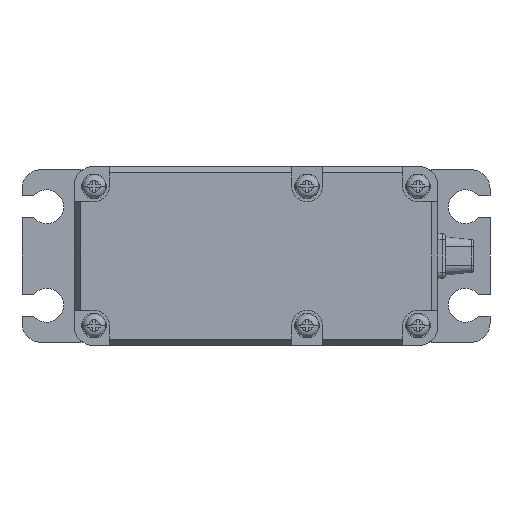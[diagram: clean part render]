
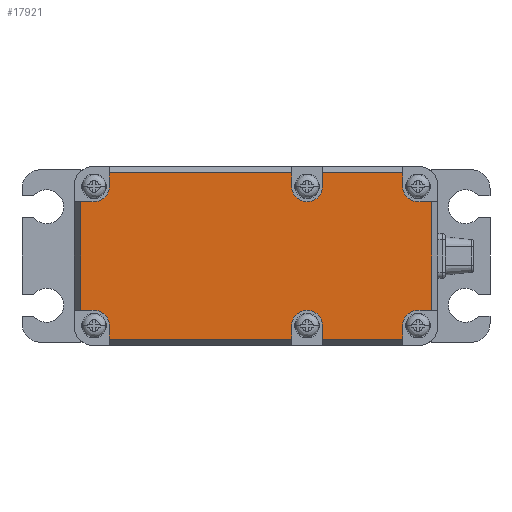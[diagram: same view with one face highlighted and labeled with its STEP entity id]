
A CAD part, front view. The second image highlights one B-rep face of the part: STEP entity #17921.
In plain terms, the highlighted planar face has unit normal (0, -1, 0).
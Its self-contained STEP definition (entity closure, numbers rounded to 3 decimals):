
#4661=DIRECTION('',(-1.,0.,0.));
#4662=VECTOR('',#4661,2.2);
#4663=CARTESIAN_POINT('',(28.5,-37.,-8.8));
#4664=LINE('',#4663,#4662);
#4685=DIRECTION('',(0.,0.,-1.));
#4686=VECTOR('',#4685,2.2);
#4687=CARTESIAN_POINT('',(23.8,-37.,-11.3));
#4688=LINE('',#4687,#4686);
#4689=DIRECTION('',(-1.,0.,0.));
#4690=VECTOR('',#4689,13.);
#4691=CARTESIAN_POINT('',(23.8,-37.,-13.5));
#4692=LINE('',#4691,#4690);
#4793=DIRECTION('',(1.,0.,0.));
#4794=VECTOR('',#4793,2.2);
#4795=CARTESIAN_POINT('',(-28.5,-37.,8.8));
#4796=LINE('',#4795,#4794);
#4813=DIRECTION('',(0.,0.,1.));
#4814=VECTOR('',#4813,2.2);
#4815=CARTESIAN_POINT('',(-23.8,-37.,11.3));
#4816=LINE('',#4815,#4814);
#4821=DIRECTION('',(1.,0.,0.));
#4822=VECTOR('',#4821,29.6);
#4823=CARTESIAN_POINT('',(-23.8,-37.,13.5));
#4824=LINE('',#4823,#4822);
#4861=DIRECTION('',(-1.,0.,0.));
#4862=VECTOR('',#4861,2.2);
#4863=CARTESIAN_POINT('',(28.5,-37.,8.8));
#4864=LINE('',#4863,#4862);
#4865=DIRECTION('',(0.,0.,-1.));
#4866=VECTOR('',#4865,17.6);
#4867=CARTESIAN_POINT('',(28.5,-37.,8.8));
#4868=LINE('',#4867,#4866);
#4869=CARTESIAN_POINT('',(26.3,-37.,11.3));
#4870=DIRECTION('',(0.,-1.,0.));
#4871=DIRECTION('',(-1.,0.,0.));
#4872=AXIS2_PLACEMENT_3D('',#4869,#4870,#4871);
#4874=CARTESIAN_POINT('',(26.3,-37.,-11.3));
#4875=DIRECTION('',(0.,-1.,0.));
#4876=DIRECTION('',(0.,0.,1.));
#4877=AXIS2_PLACEMENT_3D('',#4874,#4875,#4876);
#4879=CARTESIAN_POINT('',(8.3,-37.,-11.3));
#4880=DIRECTION('',(0.,-1.,0.));
#4881=DIRECTION('',(1.,0.,0.));
#4882=AXIS2_PLACEMENT_3D('',#4879,#4880,#4881);
#4884=CARTESIAN_POINT('',(-26.3,-37.,-11.3));
#4885=DIRECTION('',(0.,-1.,0.));
#4886=DIRECTION('',(1.,0.,0.));
#4887=AXIS2_PLACEMENT_3D('',#4884,#4885,#4886);
#4889=CARTESIAN_POINT('',(-26.3,-37.,11.3));
#4890=DIRECTION('',(0.,-1.,0.));
#4891=DIRECTION('',(0.,0.,-1.));
#4892=AXIS2_PLACEMENT_3D('',#4889,#4890,#4891);
#4894=CARTESIAN_POINT('',(8.3,-37.,11.3));
#4895=DIRECTION('',(0.,-1.,0.));
#4896=DIRECTION('',(-1.,0.,0.));
#4897=AXIS2_PLACEMENT_3D('',#4894,#4895,#4896);
#4907=DIRECTION('',(0.,0.,1.));
#4908=VECTOR('',#4907,2.2);
#4909=CARTESIAN_POINT('',(23.8,-37.,11.3));
#4910=LINE('',#4909,#4908);
#4915=DIRECTION('',(1.,0.,0.));
#4916=VECTOR('',#4915,13.);
#4917=CARTESIAN_POINT('',(10.8,-37.,13.5));
#4918=LINE('',#4917,#4916);
#4931=DIRECTION('',(0.,0.,1.));
#4932=VECTOR('',#4931,2.2);
#4933=CARTESIAN_POINT('',(10.8,-37.,11.3));
#4934=LINE('',#4933,#4932);
#4958=DIRECTION('',(0.,0.,-1.));
#4959=VECTOR('',#4958,2.2);
#4960=CARTESIAN_POINT('',(5.8,-37.,13.5));
#4961=LINE('',#4960,#4959);
#5276=DIRECTION('',(0.,0.,-1.));
#5277=VECTOR('',#5276,2.2);
#5278=CARTESIAN_POINT('',(10.8,-37.,-11.3));
#5279=LINE('',#5278,#5277);
#5307=DIRECTION('',(0.,0.,1.));
#5308=VECTOR('',#5307,2.2);
#5309=CARTESIAN_POINT('',(5.8,-37.,-13.5));
#5310=LINE('',#5309,#5308);
#5323=DIRECTION('',(-1.,0.,0.));
#5324=VECTOR('',#5323,29.6);
#5325=CARTESIAN_POINT('',(5.8,-37.,-13.5));
#5326=LINE('',#5325,#5324);
#5327=DIRECTION('',(0.,0.,-1.));
#5328=VECTOR('',#5327,2.2);
#5329=CARTESIAN_POINT('',(-23.8,-37.,-11.3));
#5330=LINE('',#5329,#5328);
#5343=DIRECTION('',(1.,0.,0.));
#5344=VECTOR('',#5343,2.2);
#5345=CARTESIAN_POINT('',(-28.5,-37.,-8.8));
#5346=LINE('',#5345,#5344);
#5351=DIRECTION('',(0.,0.,1.));
#5352=VECTOR('',#5351,17.6);
#5353=CARTESIAN_POINT('',(-28.5,-37.,-8.8));
#5354=LINE('',#5353,#5352);
#8499=CARTESIAN_POINT('',(23.8,-37.,11.3));
#8500=CARTESIAN_POINT('',(26.3,-37.,8.8));
#8501=VERTEX_POINT('',#8499);
#8502=VERTEX_POINT('',#8500);
#8503=CARTESIAN_POINT('',(23.8,-37.,13.5));
#8504=VERTEX_POINT('',#8503);
#8505=CARTESIAN_POINT('',(10.8,-37.,13.5));
#8506=VERTEX_POINT('',#8505);
#8507=CARTESIAN_POINT('',(10.8,-37.,11.3));
#8508=VERTEX_POINT('',#8507);
#8509=CARTESIAN_POINT('',(5.8,-37.,11.3));
#8510=VERTEX_POINT('',#8509);
#8511=CARTESIAN_POINT('',(5.8,-37.,13.5));
#8512=VERTEX_POINT('',#8511);
#8513=CARTESIAN_POINT('',(-23.8,-37.,13.5));
#8514=VERTEX_POINT('',#8513);
#8515=CARTESIAN_POINT('',(-23.8,-37.,11.3));
#8516=VERTEX_POINT('',#8515);
#8517=CARTESIAN_POINT('',(-26.3,-37.,8.8));
#8518=VERTEX_POINT('',#8517);
#8519=CARTESIAN_POINT('',(-28.5,-37.,8.8));
#8520=VERTEX_POINT('',#8519);
#8521=CARTESIAN_POINT('',(-28.5,-37.,-8.8));
#8522=VERTEX_POINT('',#8521);
#8523=CARTESIAN_POINT('',(-26.3,-37.,-8.8));
#8524=VERTEX_POINT('',#8523);
#8525=CARTESIAN_POINT('',(-23.8,-37.,-11.3));
#8526=VERTEX_POINT('',#8525);
#8527=CARTESIAN_POINT('',(-23.8,-37.,-13.5));
#8528=VERTEX_POINT('',#8527);
#8529=CARTESIAN_POINT('',(5.8,-37.,-13.5));
#8530=VERTEX_POINT('',#8529);
#8531=CARTESIAN_POINT('',(5.8,-37.,-11.3));
#8532=VERTEX_POINT('',#8531);
#8533=CARTESIAN_POINT('',(10.8,-37.,-11.3));
#8534=VERTEX_POINT('',#8533);
#8535=CARTESIAN_POINT('',(10.8,-37.,-13.5));
#8536=VERTEX_POINT('',#8535);
#8537=CARTESIAN_POINT('',(23.8,-37.,-13.5));
#8538=VERTEX_POINT('',#8537);
#8539=CARTESIAN_POINT('',(23.8,-37.,-11.3));
#8540=VERTEX_POINT('',#8539);
#8541=CARTESIAN_POINT('',(26.3,-37.,-8.8));
#8542=VERTEX_POINT('',#8541);
#8543=CARTESIAN_POINT('',(28.5,-37.,-8.8));
#8544=VERTEX_POINT('',#8543);
#8545=CARTESIAN_POINT('',(28.5,-37.,8.8));
#8546=VERTEX_POINT('',#8545);
#17876=CARTESIAN_POINT('',(0.,-37.,0.));
#17877=DIRECTION('',(0.,1.,0.));
#17878=DIRECTION('',(1.,0.,0.));
#17879=AXIS2_PLACEMENT_3D('',#17876,#17877,#17878);
#17880=PLANE('',#17879);
#17882=ORIENTED_EDGE('',*,*,#17881,.T.);
#17883=ORIENTED_EDGE('',*,*,#17842,.F.);
#17884=ORIENTED_EDGE('',*,*,#17864,.T.);
#17885=ORIENTED_EDGE('',*,*,#17476,.T.);
#17886=ORIENTED_EDGE('',*,*,#17497,.T.);
#17887=ORIENTED_EDGE('',*,*,#17519,.T.);
#17888=ORIENTED_EDGE('',*,*,#17542,.T.);
#17890=ORIENTED_EDGE('',*,*,#17889,.F.);
#17892=ORIENTED_EDGE('',*,*,#17891,.T.);
#17894=ORIENTED_EDGE('',*,*,#17893,.F.);
#17896=ORIENTED_EDGE('',*,*,#17895,.T.);
#17898=ORIENTED_EDGE('',*,*,#17897,.F.);
#17900=ORIENTED_EDGE('',*,*,#17899,.T.);
#17902=ORIENTED_EDGE('',*,*,#17901,.F.);
#17904=ORIENTED_EDGE('',*,*,#17903,.T.);
#17905=ORIENTED_EDGE('',*,*,#17697,.T.);
#17906=ORIENTED_EDGE('',*,*,#17718,.T.);
#17907=ORIENTED_EDGE('',*,*,#17740,.T.);
#17908=ORIENTED_EDGE('',*,*,#17763,.T.);
#17910=ORIENTED_EDGE('',*,*,#17909,.T.);
#17912=ORIENTED_EDGE('',*,*,#17911,.T.);
#17914=ORIENTED_EDGE('',*,*,#17913,.T.);
#17916=ORIENTED_EDGE('',*,*,#17915,.T.);
#17918=ORIENTED_EDGE('',*,*,#17917,.F.);
#17919=EDGE_LOOP('',(#17882,#17883,#17884,#17885,#17886,#17887,#17888,#17890,
#17892,#17894,#17896,#17898,#17900,#17902,#17904,#17905,#17906,#17907,#17908,
#17910,#17912,#17914,#17916,#17918));
#17920=FACE_OUTER_BOUND('',#17919,.F.);
#17921=ADVANCED_FACE('',(#17920),#17880,.F.);
#4873=CIRCLE('',#4872,2.5);
#4878=CIRCLE('',#4877,2.5);
#4883=CIRCLE('',#4882,2.5);
#4888=CIRCLE('',#4887,2.5);
#4893=CIRCLE('',#4892,2.5);
#4898=CIRCLE('',#4897,2.5);
#17476=EDGE_CURVE('',#8544,#8542,#4664,.T.);
#17497=EDGE_CURVE('',#8542,#8540,#4878,.T.);
#17519=EDGE_CURVE('',#8540,#8538,#4688,.T.);
#17542=EDGE_CURVE('',#8538,#8536,#4692,.T.);
#17697=EDGE_CURVE('',#8520,#8518,#4796,.T.);
#17718=EDGE_CURVE('',#8518,#8516,#4893,.T.);
#17740=EDGE_CURVE('',#8516,#8514,#4816,.T.);
#17763=EDGE_CURVE('',#8514,#8512,#4824,.T.);
#17842=EDGE_CURVE('',#8546,#8502,#4864,.T.);
#17864=EDGE_CURVE('',#8546,#8544,#4868,.T.);
#17881=EDGE_CURVE('',#8501,#8502,#4873,.T.);
#17889=EDGE_CURVE('',#8534,#8536,#5279,.T.);
#17891=EDGE_CURVE('',#8534,#8532,#4883,.T.);
#17893=EDGE_CURVE('',#8530,#8532,#5310,.T.);
#17895=EDGE_CURVE('',#8530,#8528,#5326,.T.);
#17897=EDGE_CURVE('',#8526,#8528,#5330,.T.);
#17899=EDGE_CURVE('',#8526,#8524,#4888,.T.);
#17901=EDGE_CURVE('',#8522,#8524,#5346,.T.);
#17903=EDGE_CURVE('',#8522,#8520,#5354,.T.);
#17909=EDGE_CURVE('',#8512,#8510,#4961,.T.);
#17911=EDGE_CURVE('',#8510,#8508,#4898,.T.);
#17913=EDGE_CURVE('',#8508,#8506,#4934,.T.);
#17915=EDGE_CURVE('',#8506,#8504,#4918,.T.);
#17917=EDGE_CURVE('',#8501,#8504,#4910,.T.);
